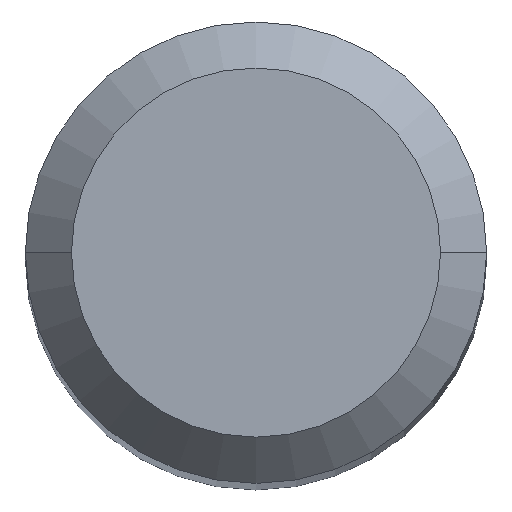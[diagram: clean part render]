
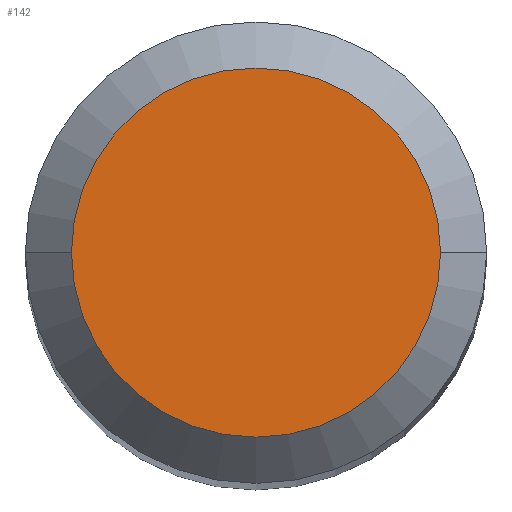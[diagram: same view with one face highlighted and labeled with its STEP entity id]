
A CAD part, top view. The second image highlights one B-rep face of the part: STEP entity #142.
In plain terms, the highlighted planar face has unit normal (0, 0, 1).
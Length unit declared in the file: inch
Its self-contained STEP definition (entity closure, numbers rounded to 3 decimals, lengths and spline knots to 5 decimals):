
#29 = PLANE ( 'NONE',  #224 ) ;
#33 = ORIENTED_EDGE ( 'NONE', *, *, #197, .T. ) ;
#67 = CIRCLE ( 'NONE', #282, 0.063 ) ;
#81 = AXIS2_PLACEMENT_3D ( 'NONE', #346, #460, #419 ) ;
#103 = CARTESIAN_POINT ( 'NONE',  ( 0., 0., 0. ) ) ;
#138 = VERTEX_POINT ( 'NONE', #300 ) ;
#142 = ADVANCED_FACE ( 'NONE', ( #257 ), #29, .F. ) ;
#197 = EDGE_CURVE ( 'NONE', #319, #138, #67, .T. ) ;
#199 = CARTESIAN_POINT ( 'NONE',  ( 0., 0., 0. ) ) ;
#206 = CIRCLE ( 'NONE', #81, 0.063 ) ;
#224 = AXIS2_PLACEMENT_3D ( 'NONE', #103, #401, #367 ) ;
#238 = CARTESIAN_POINT ( 'NONE',  ( -0.063, 0., 0. ) ) ;
#252 = ORIENTED_EDGE ( 'NONE', *, *, #407, .T. ) ;
#257 = FACE_OUTER_BOUND ( 'NONE', #311, .T. ) ;
#271 = DIRECTION ( 'NONE',  ( 0., 0., 1. ) ) ;
#282 = AXIS2_PLACEMENT_3D ( 'NONE', #199, #271, #417 ) ;
#300 = CARTESIAN_POINT ( 'NONE',  ( 0.063, 0., 0. ) ) ;
#311 = EDGE_LOOP ( 'NONE', ( #33, #252 ) ) ;
#319 = VERTEX_POINT ( 'NONE', #238 ) ;
#346 = CARTESIAN_POINT ( 'NONE',  ( 0., 0., 0. ) ) ;
#367 = DIRECTION ( 'NONE',  ( -1., 0., 0. ) ) ;
#401 = DIRECTION ( 'NONE',  ( 0., 0., -1. ) ) ;
#407 = EDGE_CURVE ( 'NONE', #138, #319, #206, .T. ) ;
#417 = DIRECTION ( 'NONE',  ( 1., 0., 0. ) ) ;
#419 = DIRECTION ( 'NONE',  ( 1., 0., 0. ) ) ;
#460 = DIRECTION ( 'NONE',  ( 0., 0., 1. ) ) ;
